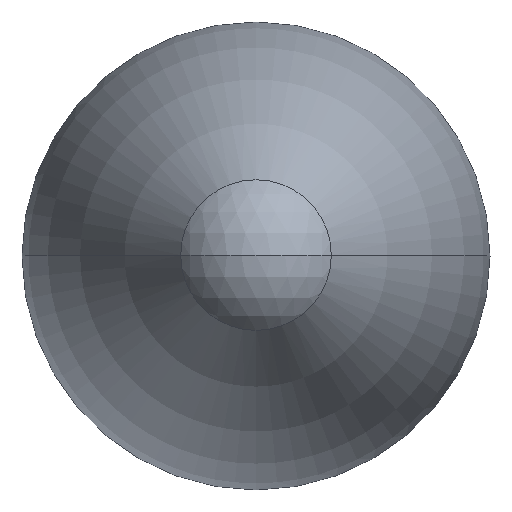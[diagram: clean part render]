
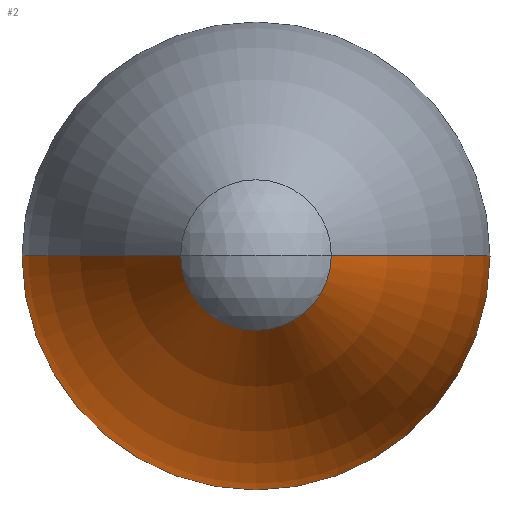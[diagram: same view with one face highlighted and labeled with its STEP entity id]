
A CAD part, top view. The second image highlights one B-rep face of the part: STEP entity #2.
In plain terms, the highlighted toroidal (fillet/blend) face has major radius 30 mm and minor radius 40 mm.
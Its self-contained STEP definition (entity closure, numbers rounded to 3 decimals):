
#2 = ADVANCED_FACE ( 'NONE', ( #189 ), #29, .T. ) ;
#3 = ORIENTED_EDGE ( 'NONE', *, *, #264, .T. ) ;
#24 = CARTESIAN_POINT ( 'NONE',  ( 0., 0., 0. ) ) ;
#29 = TOROIDAL_SURFACE ( 'NONE', #280, -30., 40. ) ;
#31 = DIRECTION ( 'NONE',  ( 0., 0., -1. ) ) ;
#35 = VERTEX_POINT ( 'NONE', #326 ) ;
#56 = CARTESIAN_POINT ( 'NONE',  ( 10., 0., 0. ) ) ;
#60 = EDGE_CURVE ( 'NONE', #224, #35, #174, .T. ) ;
#76 = EDGE_CURVE ( 'NONE', #279, #224, #138, .T. ) ;
#79 = AXIS2_PLACEMENT_3D ( 'NONE', #152, #286, #183 ) ;
#83 = EDGE_CURVE ( 'NONE', #315, #35, #208, .T. ) ;
#109 = DIRECTION ( 'NONE',  ( 0., 0., -1. ) ) ;
#111 = AXIS2_PLACEMENT_3D ( 'NONE', #234, #332, #31 ) ;
#123 = AXIS2_PLACEMENT_3D ( 'NONE', #156, #128, #182 ) ;
#128 = DIRECTION ( 'NONE',  ( 0., 1., 0. ) ) ;
#138 = CIRCLE ( 'NONE', #111, 40. ) ;
#145 = DIRECTION ( 'NONE',  ( -1., 0., 0. ) ) ;
#147 = ORIENTED_EDGE ( 'NONE', *, *, #76, .T. ) ;
#152 = CARTESIAN_POINT ( 'NONE',  ( 0., 0., 0. ) ) ;
#156 = CARTESIAN_POINT ( 'NONE',  ( 30., 0., 0. ) ) ;
#161 = ORIENTED_EDGE ( 'NONE', *, *, #83, .F. ) ;
#174 = CIRCLE ( 'NONE', #295, 3.218 ) ;
#182 = DIRECTION ( 'NONE',  ( 0., 0., 1. ) ) ;
#183 = DIRECTION ( 'NONE',  ( 1., 0., 0. ) ) ;
#189 = FACE_OUTER_BOUND ( 'NONE', #201, .T. ) ;
#201 = EDGE_LOOP ( 'NONE', ( #3, #147, #254, #161 ) ) ;
#208 = CIRCLE ( 'NONE', #123, 40. ) ;
#224 = VERTEX_POINT ( 'NONE', #303 ) ;
#234 = CARTESIAN_POINT ( 'NONE',  ( -30., 0., 0. ) ) ;
#236 = DIRECTION ( 'NONE',  ( 1., 0., 0. ) ) ;
#253 = CIRCLE ( 'NONE', #79, 10. ) ;
#254 = ORIENTED_EDGE ( 'NONE', *, *, #60, .T. ) ;
#260 = CARTESIAN_POINT ( 'NONE',  ( 0., 0., 22.284 ) ) ;
#264 = EDGE_CURVE ( 'NONE', #315, #279, #253, .T. ) ;
#279 = VERTEX_POINT ( 'NONE', #56 ) ;
#280 = AXIS2_PLACEMENT_3D ( 'NONE', #24, #316, #145 ) ;
#286 = DIRECTION ( 'NONE',  ( 0., 0., 1. ) ) ;
#295 = AXIS2_PLACEMENT_3D ( 'NONE', #260, #109, #236 ) ;
#302 = CARTESIAN_POINT ( 'NONE',  ( -10., 0., 0. ) ) ;
#303 = CARTESIAN_POINT ( 'NONE',  ( 3.218, 0., 22.284 ) ) ;
#315 = VERTEX_POINT ( 'NONE', #302 ) ;
#316 = DIRECTION ( 'NONE',  ( 0., 0., 1. ) ) ;
#326 = CARTESIAN_POINT ( 'NONE',  ( -3.218, 0., 22.284 ) ) ;
#332 = DIRECTION ( 'NONE',  ( 0., -1., 0. ) ) ;
